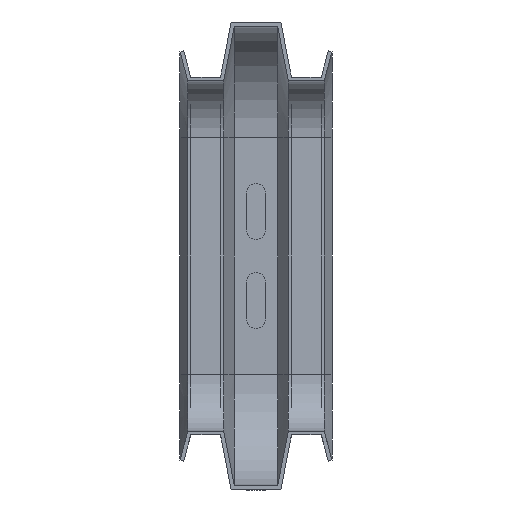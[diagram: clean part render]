
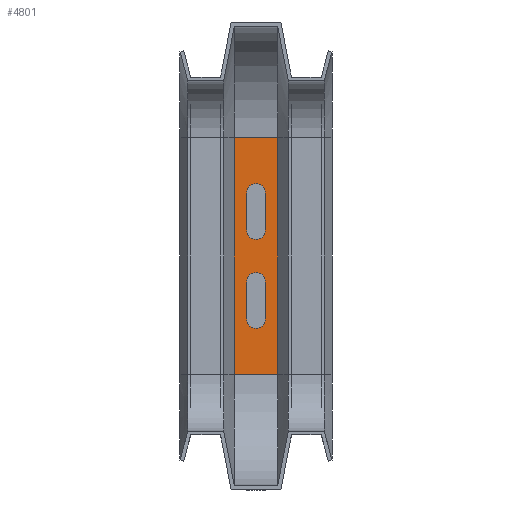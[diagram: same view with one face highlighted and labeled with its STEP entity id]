
A CAD part, front view. The second image highlights one B-rep face of the part: STEP entity #4801.
In plain terms, the highlighted planar face has unit normal (0, -1, 0).
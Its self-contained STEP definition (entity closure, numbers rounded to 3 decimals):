
#241=FACE_OUTER_BOUND('',#461,.T.);
#461=EDGE_LOOP('',(#4051,#4052,#4053,#4054));
#1148=LINE('',#7622,#1784);
#1167=LINE('',#7683,#1803);
#1168=LINE('',#7686,#1804);
#1169=LINE('',#7687,#1805);
#1784=VECTOR('',#6133,1.);
#1803=VECTOR('',#6206,1.);
#1804=VECTOR('',#6209,1.);
#1805=VECTOR('',#6210,1.);
#2290=VERTEX_POINT('',#7617);
#2291=VERTEX_POINT('',#7621);
#2306=VERTEX_POINT('',#7681);
#2307=VERTEX_POINT('',#7685);
#2958=EDGE_CURVE('',#2291,#2290,#1148,.T.);
#2989=EDGE_CURVE('',#2306,#2290,#1167,.T.);
#2990=EDGE_CURVE('',#2307,#2306,#1168,.T.);
#2991=EDGE_CURVE('',#2307,#2291,#1169,.T.);
#4051=ORIENTED_EDGE('',*,*,#2990,.T.);
#4052=ORIENTED_EDGE('',*,*,#2989,.T.);
#4053=ORIENTED_EDGE('',*,*,#2958,.F.);
#4054=ORIENTED_EDGE('',*,*,#2991,.F.);
#4597=PLANE('',#5128);
#4801=ADVANCED_FACE('',(#241),#4597,.T.);
#5128=AXIS2_PLACEMENT_3D('',#7684,#6207,#6208);
#6133=DIRECTION('',(1.,0.,0.));
#6206=DIRECTION('',(0.,0.,1.));
#6207=DIRECTION('center_axis',(0.,-1.,0.));
#6208=DIRECTION('ref_axis',(1.,0.,0.));
#6209=DIRECTION('',(1.,0.,0.));
#6210=DIRECTION('',(0.,0.,1.));
#7617=CARTESIAN_POINT('',(182.4,692.741,53.25));
#7621=CARTESIAN_POINT('',(162.927,692.741,53.25));
#7622=CARTESIAN_POINT('',(182.4,692.741,53.25));
#7681=CARTESIAN_POINT('',(182.4,692.741,-53.25));
#7683=CARTESIAN_POINT('',(182.4,692.741,-53.25));
#7684=CARTESIAN_POINT('Origin',(162.927,692.741,-53.25));
#7685=CARTESIAN_POINT('',(162.927,692.741,-53.25));
#7686=CARTESIAN_POINT('',(182.4,692.741,-53.25));
#7687=CARTESIAN_POINT('',(162.927,692.741,-53.25));
